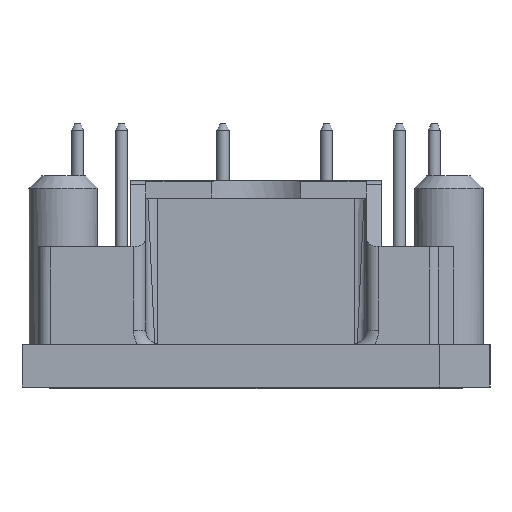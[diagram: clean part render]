
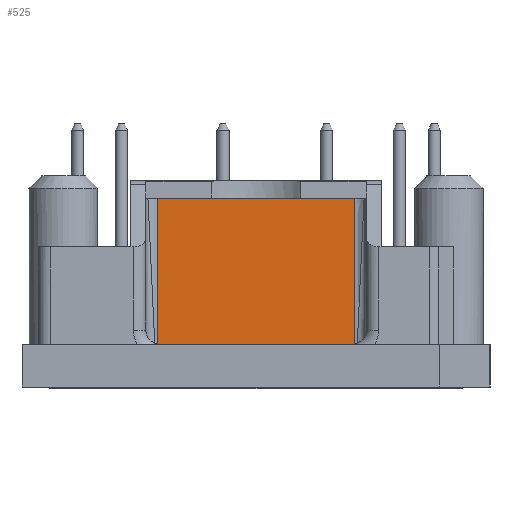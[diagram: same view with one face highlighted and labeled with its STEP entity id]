
A CAD part, left-side view. The second image highlights one B-rep face of the part: STEP entity #525.
In plain terms, the highlighted planar face has unit normal (-1, 0, -0.009).
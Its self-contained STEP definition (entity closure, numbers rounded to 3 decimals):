
#525 = ADVANCED_FACE( '', ( #1242 ), #1243, .T. );
#1242 = FACE_OUTER_BOUND( '', #2125, .T. );
#1243 = PLANE( '', #2126 );
#2125 = EDGE_LOOP( '', ( #3508, #3509, #3510, #3511 ) );
#2126 = AXIS2_PLACEMENT_3D( '', #3512, #3513, #3514 );
#3508 = ORIENTED_EDGE( '', *, *, #4886, .T. );
#3509 = ORIENTED_EDGE( '', *, *, #4787, .T. );
#3510 = ORIENTED_EDGE( '', *, *, #4938, .T. );
#3511 = ORIENTED_EDGE( '', *, *, #4728, .F. );
#3512 = CARTESIAN_POINT( '', ( -30.148, 0., 16.5 ) );
#3513 = DIRECTION( '', ( -1., 0., -0.009 ) );
#3514 = DIRECTION( '', ( -0.009, 0., 1. ) );
#4728 = EDGE_CURVE( '', #5616, #5611, #5618, .T. );
#4787 = EDGE_CURVE( '', #5702, #5707, #5709, .T. );
#4886 = EDGE_CURVE( '', #5616, #5702, #5858, .F. );
#4938 = EDGE_CURVE( '', #5707, #5611, #5947, .F. );
#5611 = VERTEX_POINT( '', #6817 );
#5616 = VERTEX_POINT( '', #6829 );
#5618 = LINE( '', #6831, #6832 );
#5702 = VERTEX_POINT( '', #6941 );
#5707 = VERTEX_POINT( '', #6953 );
#5709 = LINE( '', #6955, #6956 );
#5858 = LINE( '', #7147, #7148 );
#5947 = LINE( '', #7252, #7253 );
#6817 = CARTESIAN_POINT( '', ( -30.136, 7.902, 15.1 ) );
#6829 = CARTESIAN_POINT( '', ( -30.015, 7.902, 1.3 ) );
#6831 = CARTESIAN_POINT( '', ( -30.148, 7.902, 16.5 ) );
#6832 = VECTOR( '', #8010, 1000. );
#6941 = CARTESIAN_POINT( '', ( -30.015, -7.902, 1.3 ) );
#6953 = CARTESIAN_POINT( '', ( -30.136, -7.902, 15.1 ) );
#6955 = CARTESIAN_POINT( '', ( -30.148, -7.902, 16.5 ) );
#6956 = VECTOR( '', #8078, 1000. );
#7147 = CARTESIAN_POINT( '', ( -30.015, -18.2, 1.3 ) );
#7148 = VECTOR( '', #8199, 1000. );
#7252 = CARTESIAN_POINT( '', ( -30.136, 0., 15.1 ) );
#7253 = VECTOR( '', #8302, 1000. );
#8010 = DIRECTION( '', ( -0.009, 0., 1. ) );
#8078 = DIRECTION( '', ( -0.009, 0., 1. ) );
#8199 = DIRECTION( '', ( 0., 1., 0. ) );
#8302 = DIRECTION( '', ( 0., -1., 0. ) );
